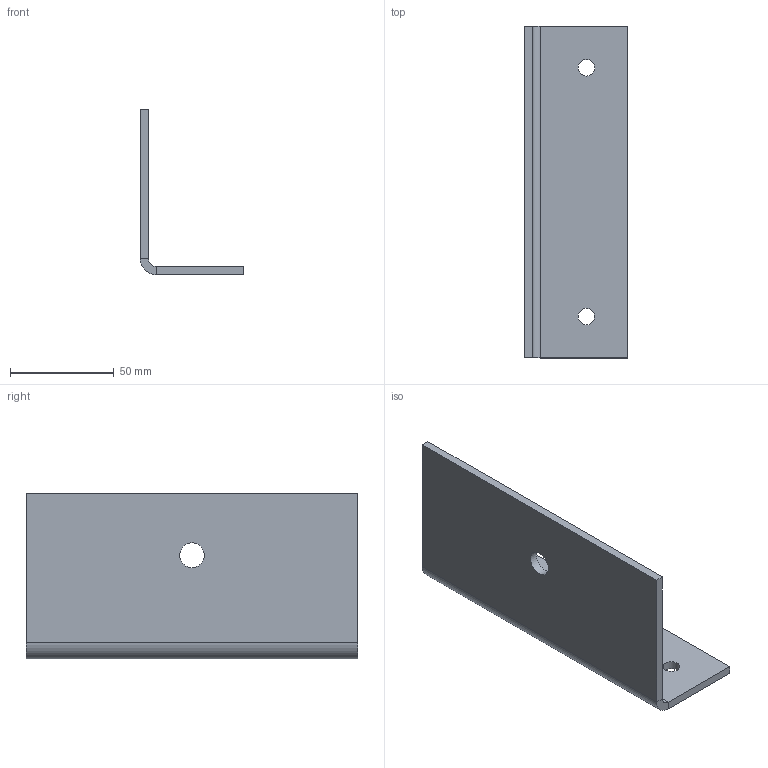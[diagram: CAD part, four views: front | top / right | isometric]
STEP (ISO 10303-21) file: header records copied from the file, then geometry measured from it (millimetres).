
FILE_DESCRIPTION(/* description */ ('STEP AP214'),/* implementation_level */ '2;1');
FILE_NAME(/* name */ '68c18faf8072add5a2f2346e',/* time_stamp */ '2025-09-10T14:48:16Z',/* author */ (''),/* organization */ (''),/* preprocessor_version */ 'ST-DEVELOPER v20',/* originating_system */ 'ONSHAPE BY PTC INC, 1.203',/* authorisation */ ' ');
FILE_SCHEMA (('AUTOMOTIVE_DESIGN {1 0 10303 214 3 1 1}'));
Length unit declared in the file: metre
Products named in the file (1): Part 1
Bounding box: 50 x 160 x 80 mm (x, y, z)
Volume: 78137.3 mm3; surface area: 41687.9 mm2
Topology: 1 solids, 1 shells, 17 faces, 37 edges, 22 vertices
Faces by surface type: plane 12, cylinder 5
Full cylindrical faces by diameter (mm): 8 x2, 12 x1
Entity records: 484 total; most frequent: DIRECTION 80, CARTESIAN_POINT 74, ORIENTED_EDGE 68, EDGE_CURVE 34, AXIS2_PLACEMENT_3D 28, EDGE_LOOP 26, FACE_BOUND 26, LINE 24
